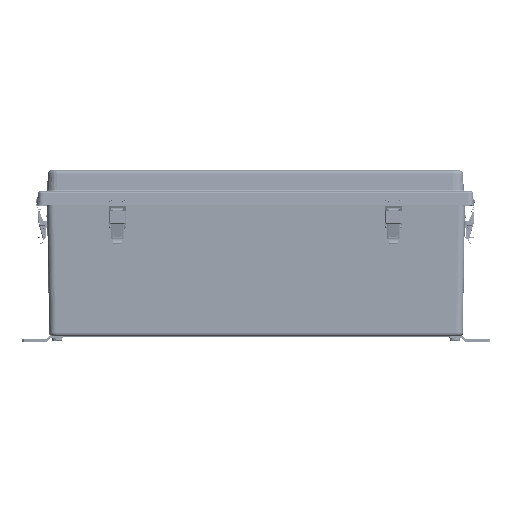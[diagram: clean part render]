
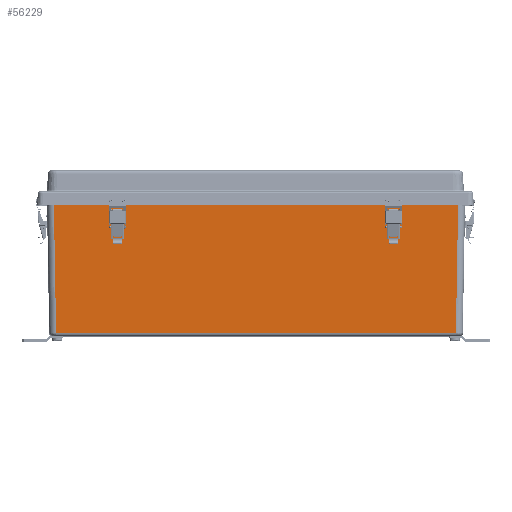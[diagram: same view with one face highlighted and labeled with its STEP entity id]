
A CAD part, top view. The second image highlights one B-rep face of the part: STEP entity #56229.
In plain terms, the highlighted planar face has unit normal (0, -0.018, 1).
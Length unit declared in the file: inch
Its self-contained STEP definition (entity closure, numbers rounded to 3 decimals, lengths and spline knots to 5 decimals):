
#1198 = DIRECTION ( 'NONE',  ( 0.017, 1., 0.017 ) ) ;
#2175 = EDGE_CURVE ( 'NONE', #38958, #28353, #16147, .T. ) ;
#3945 = CARTESIAN_POINT ( 'NONE',  ( -15.13, -0.49564, 12.12135 ) ) ;
#5914 = CARTESIAN_POINT ( 'NONE',  ( -14.63023, 0.00872, 12.13015 ) ) ;
#8527 = DIRECTION ( 'NONE',  ( 0., -1., -0.017 ) ) ;
#9153 = VECTOR ( 'NONE', #51262, 39.37008 ) ;
#12709 = CARTESIAN_POINT ( 'NONE',  ( 14.45334, -9.87936, 11.95756 ) ) ;
#12771 = CARTESIAN_POINT ( 'NONE',  ( 14.62101, -0.51915, 12.12094 ) ) ;
#13071 = VECTOR ( 'NONE', #60391, 39.37008 ) ;
#14364 = ORIENTED_EDGE ( 'NONE', *, *, #2175, .T. ) ;
#16147 = LINE ( 'NONE', #12709, #59350 ) ;
#18409 = DIRECTION ( 'NONE',  ( 1., 0., 0. ) ) ;
#22990 = ORIENTED_EDGE ( 'NONE', *, *, #48325, .T. ) ;
#28353 = VERTEX_POINT ( 'NONE', #47399 ) ;
#28445 = VERTEX_POINT ( 'NONE', #65409 ) ;
#36624 = PLANE ( 'NONE',  #72442 ) ;
#37195 = FACE_OUTER_BOUND ( 'NONE', #72563, .T. ) ;
#38958 = VERTEX_POINT ( 'NONE', #62813 ) ;
#42276 = DIRECTION ( 'NONE',  ( 0., -0.017, 1. ) ) ;
#47399 = CARTESIAN_POINT ( 'NONE',  ( 14.45763, -9.87936, 11.95756 ) ) ;
#48325 = EDGE_CURVE ( 'NONE', #28445, #61244, #58047, .T. ) ;
#51262 = DIRECTION ( 'NONE',  ( 0.017, -1., -0.017 ) ) ;
#53397 = EDGE_CURVE ( 'NONE', #61244, #38958, #67431, .T. ) ;
#53927 = ORIENTED_EDGE ( 'NONE', *, *, #58875, .T. ) ;
#54198 = LINE ( 'NONE', #12771, #67521 ) ;
#56229 = ADVANCED_FACE ( 'NONE', ( #37195 ), #36624, .T. ) ;
#58047 = LINE ( 'NONE', #3945, #13071 ) ;
#58875 = EDGE_CURVE ( 'NONE', #28353, #28445, #54198, .T. ) ;
#59350 = VECTOR ( 'NONE', #18409, 39.37008 ) ;
#60391 = DIRECTION ( 'NONE',  ( -1., 0., 0. ) ) ;
#60968 = CARTESIAN_POINT ( 'NONE',  ( -14.62142, -0.49564, 12.12135 ) ) ;
#60978 = ORIENTED_EDGE ( 'NONE', *, *, #53397, .T. ) ;
#61244 = VERTEX_POINT ( 'NONE', #60968 ) ;
#62813 = CARTESIAN_POINT ( 'NONE',  ( -14.45763, -9.87936, 11.95756 ) ) ;
#65409 = CARTESIAN_POINT ( 'NONE',  ( 14.62142, -0.49564, 12.12135 ) ) ;
#67431 = LINE ( 'NONE', #5914, #9153 ) ;
#67521 = VECTOR ( 'NONE', #1198, 39.37008 ) ;
#70444 = CARTESIAN_POINT ( 'NONE',  ( -15.13, 0., 12.13 ) ) ;
#72442 = AXIS2_PLACEMENT_3D ( 'NONE', #70444, #42276, #8527 ) ;
#72563 = EDGE_LOOP ( 'NONE', ( #53927, #22990, #60978, #14364 ) ) ;
